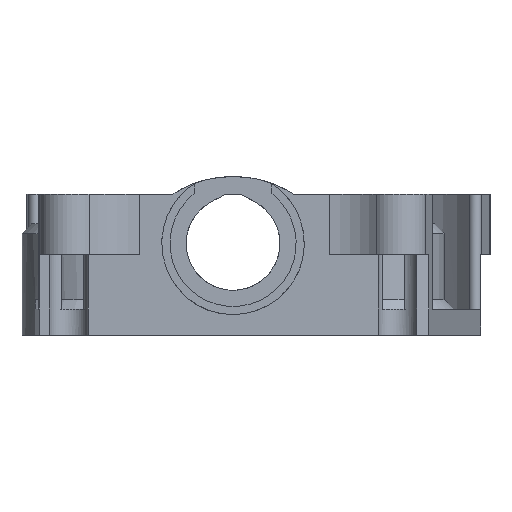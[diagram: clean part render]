
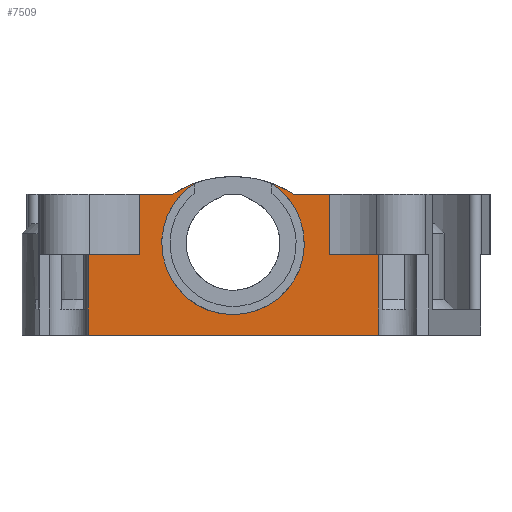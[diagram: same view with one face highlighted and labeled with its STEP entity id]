
A CAD part, front view. The second image highlights one B-rep face of the part: STEP entity #7509.
In plain terms, the highlighted planar face has unit normal (0, -1, 0).
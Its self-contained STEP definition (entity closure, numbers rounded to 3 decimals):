
#898=PLANE('',#7825);
#1264=FACE_OUTER_BOUND('',#1702,.T.);
#1702=EDGE_LOOP('',(#6748,#6749,#6750,#6751,#6752,#6753,#6754,#6755,#6756,
#6757,#6758,#6759,#6760,#6761,#6762));
#2099=LINE('',#13969,#2599);
#2203=LINE('',#15343,#2703);
#2226=LINE('',#15559,#2726);
#2227=LINE('',#15566,#2727);
#2228=LINE('',#15568,#2728);
#2229=LINE('',#15570,#2729);
#2230=LINE('',#15571,#2730);
#2231=LINE('',#15573,#2731);
#2232=LINE('',#15575,#2732);
#2233=LINE('',#15576,#2733);
#2599=VECTOR('',#8449,10.);
#2703=VECTOR('',#8797,10.);
#2726=VECTOR('',#8866,10.);
#2727=VECTOR('',#8873,10.);
#2728=VECTOR('',#8874,10.);
#2729=VECTOR('',#8875,10.);
#2730=VECTOR('',#8876,10.);
#2731=VECTOR('',#8877,10.);
#2732=VECTOR('',#8878,10.);
#2733=VECTOR('',#8879,10.);
#2898=CIRCLE('',#7826,11.);
#2899=CIRCLE('',#7827,0.8);
#2900=CIRCLE('',#7828,11.);
#2901=CIRCLE('',#7829,16.455);
#2902=CIRCLE('',#7830,16.455);
#3450=VERTEX_POINT('',#13966);
#3451=VERTEX_POINT('',#13968);
#3625=VERTEX_POINT('',#15340);
#3626=VERTEX_POINT('',#15342);
#3640=VERTEX_POINT('',#15513);
#3643=VERTEX_POINT('',#15521);
#3656=VERTEX_POINT('',#15556);
#3657=VERTEX_POINT('',#15558);
#3658=VERTEX_POINT('',#15560);
#3659=VERTEX_POINT('',#15563);
#3660=VERTEX_POINT('',#15565);
#3661=VERTEX_POINT('',#15567);
#3662=VERTEX_POINT('',#15569);
#3663=VERTEX_POINT('',#15572);
#3664=VERTEX_POINT('',#15574);
#4444=EDGE_CURVE('',#3450,#3451,#2099,.T.);
#4694=EDGE_CURVE('',#3626,#3625,#2203,.T.);
#4736=EDGE_CURVE('',#3643,#3656,#2898,.T.);
#4737=EDGE_CURVE('',#3656,#3657,#2226,.T.);
#4738=EDGE_CURVE('',#3657,#3658,#2899,.T.);
#4739=EDGE_CURVE('',#3658,#3640,#2900,.T.);
#4740=EDGE_CURVE('',#3640,#3659,#2901,.T.);
#4741=EDGE_CURVE('',#3659,#3660,#2227,.T.);
#4742=EDGE_CURVE('',#3661,#3660,#2228,.T.);
#4743=EDGE_CURVE('',#3661,#3662,#2229,.T.);
#4744=EDGE_CURVE('',#3451,#3662,#2230,.T.);
#4745=EDGE_CURVE('',#3450,#3663,#2231,.T.);
#4746=EDGE_CURVE('',#3663,#3664,#2232,.T.);
#4747=EDGE_CURVE('',#3664,#3626,#2233,.T.);
#4748=EDGE_CURVE('',#3625,#3643,#2902,.T.);
#6748=ORIENTED_EDGE('',*,*,#4736,.T.);
#6749=ORIENTED_EDGE('',*,*,#4737,.T.);
#6750=ORIENTED_EDGE('',*,*,#4738,.T.);
#6751=ORIENTED_EDGE('',*,*,#4739,.T.);
#6752=ORIENTED_EDGE('',*,*,#4740,.T.);
#6753=ORIENTED_EDGE('',*,*,#4741,.T.);
#6754=ORIENTED_EDGE('',*,*,#4742,.F.);
#6755=ORIENTED_EDGE('',*,*,#4743,.T.);
#6756=ORIENTED_EDGE('',*,*,#4744,.F.);
#6757=ORIENTED_EDGE('',*,*,#4444,.F.);
#6758=ORIENTED_EDGE('',*,*,#4745,.T.);
#6759=ORIENTED_EDGE('',*,*,#4746,.T.);
#6760=ORIENTED_EDGE('',*,*,#4747,.T.);
#6761=ORIENTED_EDGE('',*,*,#4694,.T.);
#6762=ORIENTED_EDGE('',*,*,#4748,.T.);
#7509=ADVANCED_FACE('',(#1264),#898,.T.);
#7825=AXIS2_PLACEMENT_3D('',#15555,#8862,#8863);
#7826=AXIS2_PLACEMENT_3D('',#15557,#8864,#8865);
#7827=AXIS2_PLACEMENT_3D('',#15561,#8867,#8868);
#7828=AXIS2_PLACEMENT_3D('',#15562,#8869,#8870);
#7829=AXIS2_PLACEMENT_3D('',#15564,#8871,#8872);
#7830=AXIS2_PLACEMENT_3D('',#15577,#8880,#8881);
#8449=DIRECTION('',(-1.,0.,0.));
#8797=DIRECTION('',(-1.,0.,0.));
#8862=DIRECTION('center_axis',(0.,-1.,0.));
#8863=DIRECTION('ref_axis',(1.,0.,0.));
#8864=DIRECTION('center_axis',(0.,1.,0.));
#8865=DIRECTION('ref_axis',(-1.,0.,0.));
#8866=DIRECTION('',(0.,0.,1.));
#8867=DIRECTION('center_axis',(0.,1.,0.));
#8868=DIRECTION('ref_axis',(-1.,0.,0.));
#8869=DIRECTION('center_axis',(0.,1.,0.));
#8870=DIRECTION('ref_axis',(-1.,0.,0.));
#8871=DIRECTION('center_axis',(0.,-1.,0.));
#8872=DIRECTION('ref_axis',(0.,0.,1.));
#8873=DIRECTION('',(-1.,0.,0.));
#8874=DIRECTION('',(0.,0.,1.));
#8875=DIRECTION('',(-1.,0.,0.));
#8876=DIRECTION('',(0.,0.,1.));
#8877=DIRECTION('',(0.,0.,1.));
#8878=DIRECTION('',(-1.,0.,0.));
#8879=DIRECTION('',(0.,0.,1.));
#8880=DIRECTION('center_axis',(0.,-1.,0.));
#8881=DIRECTION('ref_axis',(0.549,0.,0.836));
#13966=CARTESIAN_POINT('',(22.4,-21.2,0.));
#13968=CARTESIAN_POINT('',(-22.4,-21.2,0.));
#13969=CARTESIAN_POINT('',(-5.44,-21.2,0.));
#15340=CARTESIAN_POINT('',(9.281,-21.2,21.8));
#15342=CARTESIAN_POINT('',(14.9,-21.2,21.8));
#15343=CARTESIAN_POINT('',(-2.599,-21.2,21.8));
#15513=CARTESIAN_POINT('',(-5.841,-21.2,23.521));
#15521=CARTESIAN_POINT('',(5.841,-21.2,23.521));
#15555=CARTESIAN_POINT('Origin',(-14.48,-21.2,0.));
#15556=CARTESIAN_POINT('',(-11.,-21.2,14.2));
#15557=CARTESIAN_POINT('Origin',(0.,-21.2,
14.2));
#15558=CARTESIAN_POINT('',(-11.,-21.2,15.));
#15559=CARTESIAN_POINT('',(-11.,-21.2,7.5));
#15560=CARTESIAN_POINT('',(-10.971,-21.2,14.999));
#15561=CARTESIAN_POINT('Origin',(-11.,-21.2,14.2));
#15562=CARTESIAN_POINT('Origin',(0.,-21.2,14.2));
#15563=CARTESIAN_POINT('',(-9.281,-21.2,21.8));
#15564=CARTESIAN_POINT('Origin',(-0.25,-21.2,8.045));
#15565=CARTESIAN_POINT('',(-14.48,-21.2,21.8));
#15566=CARTESIAN_POINT('',(-25.752,-21.2,21.8));
#15567=CARTESIAN_POINT('',(-14.48,-21.2,12.5));
#15568=CARTESIAN_POINT('',(-14.48,-21.2,0.));
#15569=CARTESIAN_POINT('',(-22.4,-21.2,12.5));
#15570=CARTESIAN_POINT('',(22.4,-21.2,12.5));
#15571=CARTESIAN_POINT('',(-22.4,-21.2,0.));
#15572=CARTESIAN_POINT('',(22.4,-21.2,12.5));
#15573=CARTESIAN_POINT('',(22.4,-21.2,0.));
#15574=CARTESIAN_POINT('',(14.9,-21.2,12.5));
#15575=CARTESIAN_POINT('',(22.4,-21.2,12.5));
#15576=CARTESIAN_POINT('',(14.9,-21.2,0.));
#15577=CARTESIAN_POINT('Origin',(0.25,-21.2,8.045));
